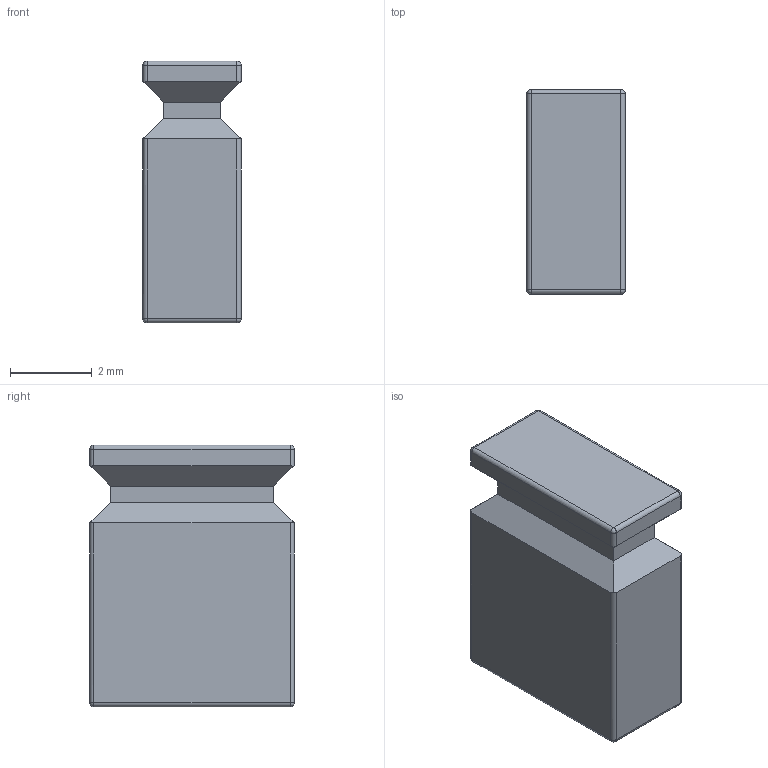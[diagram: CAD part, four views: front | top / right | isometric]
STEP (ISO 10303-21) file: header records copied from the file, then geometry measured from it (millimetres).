
FILE_DESCRIPTION((' '),'2;1');
FILE_NAME( 'AKSCT-G-BLACK.stp', '2022-09-01T09:23:17', (' '), ('--- Datakit www.datakit.com---'), ' Datakit CrossCadWare V2022.3 Jun 15 2022', 'DATAKIT 2022 (c)', ' ');
FILE_SCHEMA(('AP242_MANAGED_MODEL_BASED_3D_ENGINEERING_MIM_LF { 1 0 10303 442 1 1 4 }'));
Length unit declared in the file: millimetre
Products named in the file (1): AKSCT-G-BLACK
Bounding box: 2.4 x 5 x 6.4 mm (x, y, z)
Volume: 66.7 mm3; surface area: 143.7 mm2
Topology: 1 solids, 1 shells, 56 faces, 132 edges, 72 vertices
Faces by surface type: plane 32, cylinder 16, sphere 8
Entity records: 1603 total; most frequent: DIRECTION 278, CARTESIAN_POINT 253, ORIENTED_EDGE 248, EDGE_CURVE 124, AXIS2_PLACEMENT_3D 97, VECTOR 84, LINE 84, VERTEX_POINT 72
